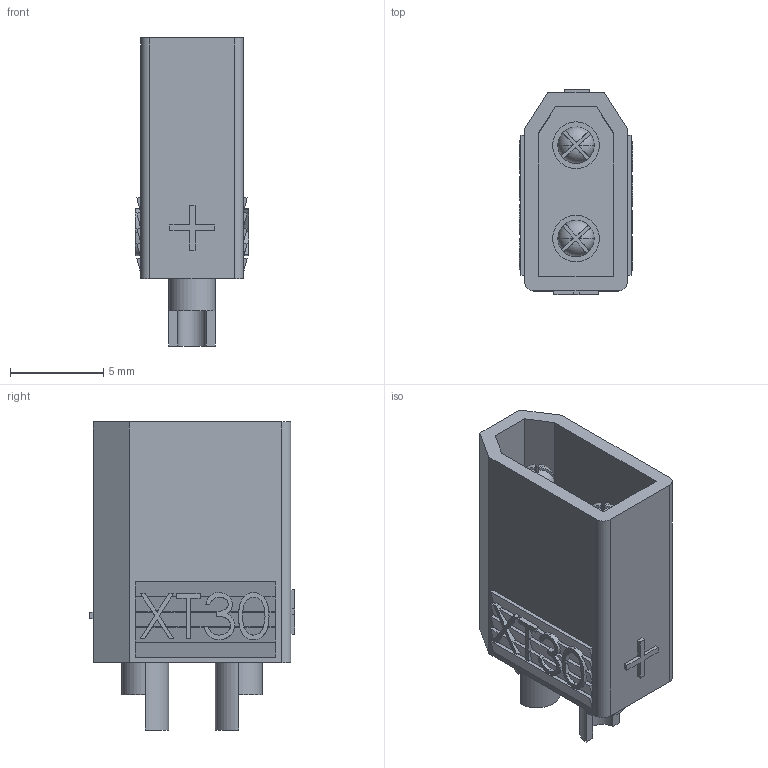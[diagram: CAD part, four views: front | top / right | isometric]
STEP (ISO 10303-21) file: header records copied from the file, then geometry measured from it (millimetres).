
FILE_DESCRIPTION (( 'STEP AP214' ), '1' );
FILE_NAME ('XT30-M_m.ver.STEP', '2025-01-14T11:15:59', ( '' ), ( '' ), 'SwSTEP 2.0', 'SolidWorks 2023', '' );
FILE_SCHEMA (( 'AUTOMOTIVE_DESIGN' ));
Length unit declared in the file: millimetre
Products named in the file (1): XT30-M_m.ver
Bounding box: 6.1 x 11 x 16.5 mm (x, y, z)
Volume: 500.1 mm3; surface area: 1043.1 mm2
Topology: 5 solids, 5 shells, 344 faces, 962 edges, 634 vertices
Faces by surface type: plane 268, bspline 46, cylinder 14, torus 12, cone 4
Entity records: 17285 total; most frequent: CARTESIAN_POINT 5039, ORIENTED_EDGE 1916, DIRECTION 1440, EDGE_CURVE 958, LINE 722, VECTOR 722, VERTEX_POINT 634, AXIS2_PLACEMENT_3D 359
